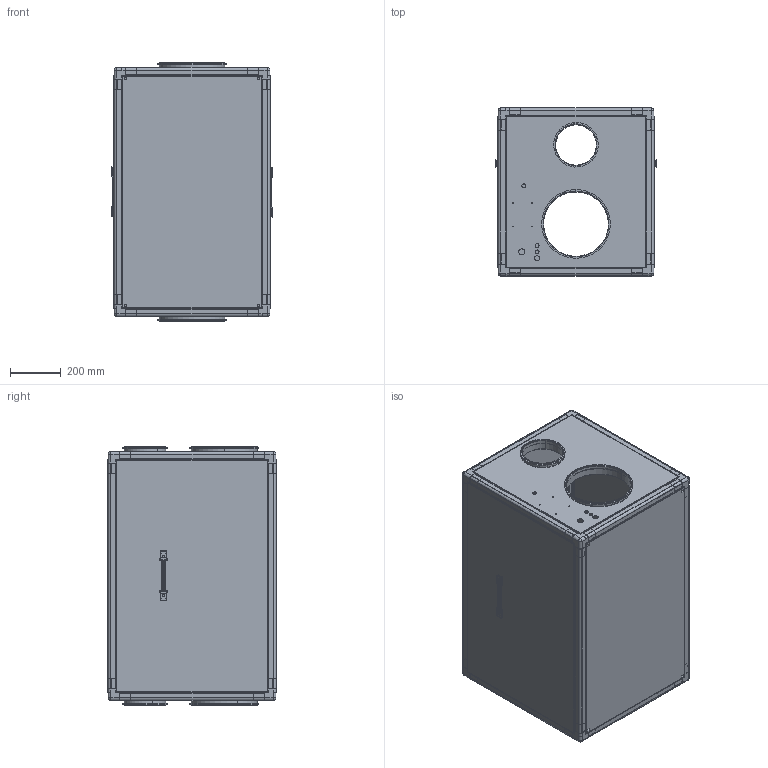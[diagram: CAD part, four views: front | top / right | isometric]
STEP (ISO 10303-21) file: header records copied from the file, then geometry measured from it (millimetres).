
FILE_DESCRIPTION (( 'STEP AP214' ), '1' );
FILE_NAME ('EvoDry 120Pro.STEP', '2024-10-29T12:40:20', ( '' ), ( '' ), 'SwSTEP 2.0', 'SolidWorks 2024', '' );
FILE_SCHEMA (( 'AUTOMOTIVE_DESIGN' ));
Length unit declared in the file: millimetre
Products named in the file (14): Stos 160mm; EvoDry 120Pro; Arosio 25mm Hörn; Stos 255mm; Arosio 25mm 898.94mm; Ytterlucka90; Yttertoppobotten90; Arosio 25mm 569mm; Yttergavel Styrsida90; kh38-1013_grepp; Yttergavel90; Arosio Ramverk 120Pro; Arosio 25mm 522mm; Innerlucka90
Assembly tree (34 placements, depth 3):
  EvoDry 120Pro
    Yttertoppobotten90  x2
    Yttergavel Styrsida90
    Innerlucka90
    Ytterlucka90  x2
    Arosio Ramverk 120Pro
      Arosio 25mm Hörn  x8
      Arosio 25mm 569mm  x4
      Arosio 25mm 898.94mm  x4
      Arosio 25mm 522mm  x4
    Yttergavel90
    Stos 160mm  x2
    Stos 255mm  x2
    kh38-1013_grepp  x2
Bounding box: 632.47 x 662.47 x 1014.14 mm (x, y, z)
Volume: 8114220.8 mm3; surface area: 10263492.1 mm2
Topology: 51 solids, 51 shells, 1864 faces, 4770 edges, 3076 vertices
Faces by surface type: plane 1268, cylinder 492, bspline 64, cone 24, sphere 8, torus 8
Entity records: 25310 total; most frequent: CARTESIAN_POINT 6296, ORIENTED_EDGE 3796, DIRECTION 3729, EDGE_CURVE 1898, LINE 1305, VECTOR 1305, AXIS2_PLACEMENT_3D 1212, VERTEX_POINT 1203
